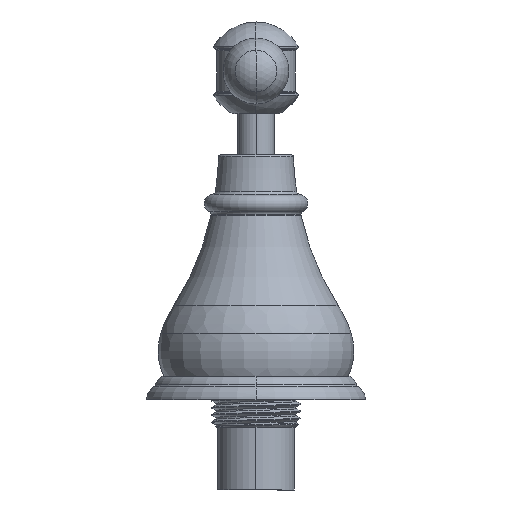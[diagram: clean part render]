
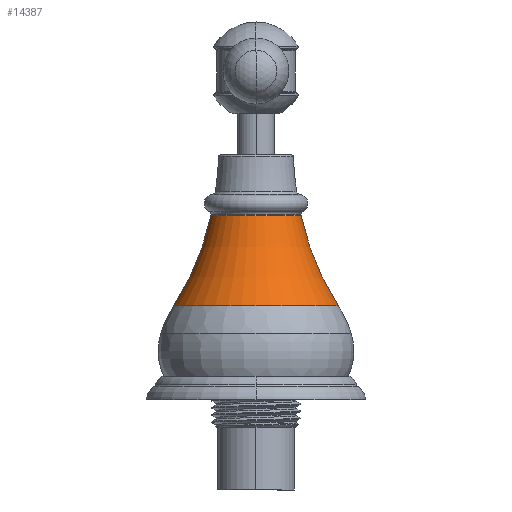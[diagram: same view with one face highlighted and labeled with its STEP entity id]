
A CAD part, left-side view. The second image highlights one B-rep face of the part: STEP entity #14387.
In plain terms, the highlighted toroidal (fillet/blend) face has major radius 79.918 mm and minor radius 70 mm.
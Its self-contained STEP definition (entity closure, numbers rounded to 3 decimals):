
#205 = AXIS2_PLACEMENT_3D ( 'NONE', #752, #9564, #33878 ) ;
#226 = CARTESIAN_POINT ( 'NONE',  ( 0., 41., 11.5 ) ) ;
#752 = CARTESIAN_POINT ( 'NONE',  ( 0., 55.798, 0. ) ) ;
#3442 = DIRECTION ( 'NONE',  ( 1., 0., 0. ) ) ;
#8042 = VERTEX_POINT ( 'NONE', #24018 ) ;
#9564 = DIRECTION ( 'NONE',  ( 0., -1., 0. ) ) ;
#10069 = VERTEX_POINT ( 'NONE', #226 ) ;
#10411 = CIRCLE ( 'NONE', #18696, 11.5 ) ;
#11199 = ORIENTED_EDGE ( 'NONE', *, *, #27825, .T. ) ;
#12972 = AXIS2_PLACEMENT_3D ( 'NONE', #30764, #3442, #18611 ) ;
#13856 = DIRECTION ( 'NONE',  ( 0., -1., 0. ) ) ;
#14387 = ADVANCED_FACE ( 'NONE', ( #31266 ), #22489, .F. ) ;
#15032 = DIRECTION ( 'NONE',  ( 0., 0., 1. ) ) ;
#16356 = CARTESIAN_POINT ( 'NONE',  ( 0., 18., 0. ) ) ;
#17756 = AXIS2_PLACEMENT_3D ( 'NONE', #16356, #34893, #25525 ) ;
#18611 = DIRECTION ( 'NONE',  ( 0., 0., -1. ) ) ;
#18696 = AXIS2_PLACEMENT_3D ( 'NONE', #28593, #13856, #29194 ) ;
#18853 = EDGE_LOOP ( 'NONE', ( #35245, #29407, #11199, #19796 ) ) ;
#19796 = ORIENTED_EDGE ( 'NONE', *, *, #32198, .F. ) ;
#20404 = DIRECTION ( 'NONE',  ( -1., 0., 0. ) ) ;
#21028 = EDGE_CURVE ( 'NONE', #8042, #34069, #24118, .T. ) ;
#22489 = TOROIDAL_SURFACE ( 'NONE', #205, 79.918, 70. ) ;
#23394 = CARTESIAN_POINT ( 'NONE',  ( 0., 55.798, -79.918 ) ) ;
#24018 = CARTESIAN_POINT ( 'NONE',  ( 0., 18., 21. ) ) ;
#24118 = CIRCLE ( 'NONE', #17756, 21. ) ;
#25052 = CIRCLE ( 'NONE', #12972, 70. ) ;
#25525 = DIRECTION ( 'NONE',  ( 0., 0., -1. ) ) ;
#26736 = CARTESIAN_POINT ( 'NONE',  ( 0., 41., -11.5 ) ) ;
#27825 = EDGE_CURVE ( 'NONE', #10069, #35124, #10411, .T. ) ;
#28593 = CARTESIAN_POINT ( 'NONE',  ( 0., 41., 0. ) ) ;
#28781 = EDGE_CURVE ( 'NONE', #8042, #10069, #25052, .T. ) ;
#29194 = DIRECTION ( 'NONE',  ( 0., 0., -1. ) ) ;
#29407 = ORIENTED_EDGE ( 'NONE', *, *, #28781, .T. ) ;
#30764 = CARTESIAN_POINT ( 'NONE',  ( 0., 55.798, 79.918 ) ) ;
#31266 = FACE_OUTER_BOUND ( 'NONE', #18853, .T. ) ;
#31466 = CARTESIAN_POINT ( 'NONE',  ( 0., 18., -21. ) ) ;
#32198 = EDGE_CURVE ( 'NONE', #34069, #35124, #33751, .T. ) ;
#33751 = CIRCLE ( 'NONE', #34395, 70. ) ;
#33878 = DIRECTION ( 'NONE',  ( 0., 0., -1. ) ) ;
#34069 = VERTEX_POINT ( 'NONE', #31466 ) ;
#34395 = AXIS2_PLACEMENT_3D ( 'NONE', #23394, #20404, #15032 ) ;
#34893 = DIRECTION ( 'NONE',  ( 0., -1., 0. ) ) ;
#35124 = VERTEX_POINT ( 'NONE', #26736 ) ;
#35245 = ORIENTED_EDGE ( 'NONE', *, *, #21028, .F. ) ;
